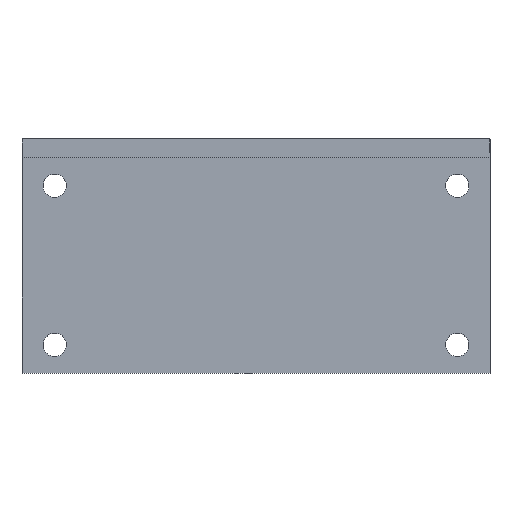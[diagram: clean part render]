
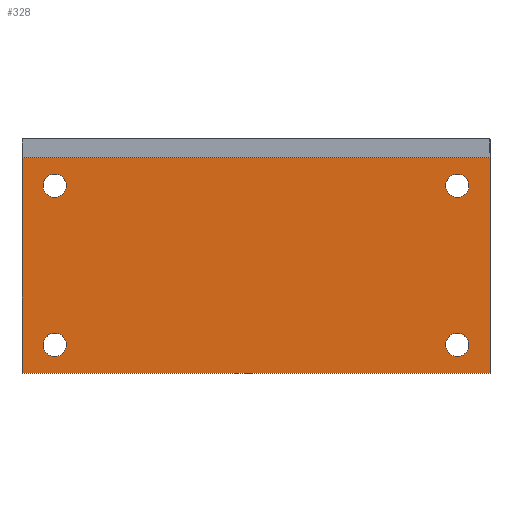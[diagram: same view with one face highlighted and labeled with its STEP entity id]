
A CAD part, top view. The second image highlights one B-rep face of the part: STEP entity #328.
In plain terms, the highlighted planar face has unit normal (0, 0, 1).
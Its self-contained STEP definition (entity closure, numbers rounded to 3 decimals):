
#3 = EDGE_CURVE ( 'NONE', #119, #665, #433, .T. ) ;
#4 = ORIENTED_EDGE ( 'NONE', *, *, #740, .F. ) ;
#5 = CARTESIAN_POINT ( 'NONE',  ( -50., 23., 3. ) ) ;
#13 = EDGE_CURVE ( 'NONE', #559, #156, #141, .T. ) ;
#21 = CARTESIAN_POINT ( 'NONE',  ( -2.25, 3.009, 3. ) ) ;
#31 = EDGE_CURVE ( 'NONE', #695, #300, #45, .T. ) ;
#40 = VERTEX_POINT ( 'NONE', #613 ) ;
#44 = VERTEX_POINT ( 'NONE', #439 ) ;
#45 = LINE ( 'NONE', #100, #401 ) ;
#52 = FACE_BOUND ( 'NONE', #349, .T. ) ;
#56 = EDGE_CURVE ( 'NONE', #657, #44, #286, .T. ) ;
#67 = CARTESIAN_POINT ( 'NONE',  ( -3.5, 20.009, 3. ) ) ;
#68 = ORIENTED_EDGE ( 'NONE', *, *, #3, .T. ) ;
#69 = FACE_BOUND ( 'NONE', #547, .T. ) ;
#71 = ORIENTED_EDGE ( 'NONE', *, *, #506, .F. ) ;
#77 = AXIS2_PLACEMENT_3D ( 'NONE', #717, #534, #89 ) ;
#79 = AXIS2_PLACEMENT_3D ( 'NONE', #94, #83, #678 ) ;
#83 = DIRECTION ( 'NONE',  ( 0., 0., 1. ) ) ;
#86 = AXIS2_PLACEMENT_3D ( 'NONE', #213, #102, #381 ) ;
#89 = DIRECTION ( 'NONE',  ( 1., 0., 0. ) ) ;
#92 = DIRECTION ( 'NONE',  ( 1., 0., 0. ) ) ;
#94 = CARTESIAN_POINT ( 'NONE',  ( -46.5, 20.009, 3. ) ) ;
#100 = CARTESIAN_POINT ( 'NONE',  ( -50., 0., 3. ) ) ;
#102 = DIRECTION ( 'NONE',  ( 0., 0., 1. ) ) ;
#117 = ORIENTED_EDGE ( 'NONE', *, *, #31, .T. ) ;
#118 = CARTESIAN_POINT ( 'NONE',  ( 0., 23., 3. ) ) ;
#119 = VERTEX_POINT ( 'NONE', #147 ) ;
#121 = EDGE_LOOP ( 'NONE', ( #723, #278 ) ) ;
#122 = EDGE_CURVE ( 'NONE', #329, #40, #271, .T. ) ;
#126 = CIRCLE ( 'NONE', #79, 1.25 ) ;
#131 = EDGE_CURVE ( 'NONE', #44, #657, #126, .T. ) ;
#141 = CIRCLE ( 'NONE', #631, 1.25 ) ;
#147 = CARTESIAN_POINT ( 'NONE',  ( 0., 0., 3. ) ) ;
#148 = ORIENTED_EDGE ( 'NONE', *, *, #185, .F. ) ;
#153 = CARTESIAN_POINT ( 'NONE',  ( -46.5, 3.009, 3. ) ) ;
#156 = VERTEX_POINT ( 'NONE', #721 ) ;
#157 = DIRECTION ( 'NONE',  ( 0., 1., 0. ) ) ;
#160 = CARTESIAN_POINT ( 'NONE',  ( -46.5, 20.009, 3. ) ) ;
#173 = AXIS2_PLACEMENT_3D ( 'NONE', #360, #744, #579 ) ;
#174 = AXIS2_PLACEMENT_3D ( 'NONE', #160, #388, #430 ) ;
#176 = DIRECTION ( 'NONE',  ( 1., 0., 0. ) ) ;
#179 = CARTESIAN_POINT ( 'NONE',  ( -50., 0., 3. ) ) ;
#182 = FACE_OUTER_BOUND ( 'NONE', #554, .T. ) ;
#185 = EDGE_CURVE ( 'NONE', #607, #359, #640, .T. ) ;
#196 = CARTESIAN_POINT ( 'NONE',  ( 0., 0., 3. ) ) ;
#201 = AXIS2_PLACEMENT_3D ( 'NONE', #565, #683, #221 ) ;
#213 = CARTESIAN_POINT ( 'NONE',  ( -3.5, 3.009, 3. ) ) ;
#221 = DIRECTION ( 'NONE',  ( 1., 0., 0. ) ) ;
#235 = VECTOR ( 'NONE', #157, 1000. ) ;
#253 = AXIS2_PLACEMENT_3D ( 'NONE', #67, #299, #702 ) ;
#269 = DIRECTION ( 'NONE',  ( 0., 0., 1. ) ) ;
#271 = CIRCLE ( 'NONE', #680, 1.25 ) ;
#278 = ORIENTED_EDGE ( 'NONE', *, *, #131, .F. ) ;
#286 = CIRCLE ( 'NONE', #174, 1.25 ) ;
#299 = DIRECTION ( 'NONE',  ( 0., 0., 1. ) ) ;
#300 = VERTEX_POINT ( 'NONE', #179 ) ;
#307 = VECTOR ( 'NONE', #485, 1000. ) ;
#328 = ADVANCED_FACE ( 'NONE', ( #52, #69, #463, #393, #182 ), #500, .T. ) ;
#329 = VERTEX_POINT ( 'NONE', #624 ) ;
#349 = EDGE_LOOP ( 'NONE', ( #456, #355 ) ) ;
#355 = ORIENTED_EDGE ( 'NONE', *, *, #546, .F. ) ;
#359 = VERTEX_POINT ( 'NONE', #724 ) ;
#360 = CARTESIAN_POINT ( 'NONE',  ( 0., 0., 3. ) ) ;
#364 = CIRCLE ( 'NONE', #77, 1.25 ) ;
#374 = LINE ( 'NONE', #196, #307 ) ;
#377 = DIRECTION ( 'NONE',  ( 1., 0., 0. ) ) ;
#381 = DIRECTION ( 'NONE',  ( 1., 0., 0. ) ) ;
#386 = EDGE_CURVE ( 'NONE', #300, #119, #374, .T. ) ;
#388 = DIRECTION ( 'NONE',  ( 0., 0., 1. ) ) ;
#393 = FACE_BOUND ( 'NONE', #121, .T. ) ;
#397 = EDGE_CURVE ( 'NONE', #156, #559, #364, .T. ) ;
#399 = ORIENTED_EDGE ( 'NONE', *, *, #397, .F. ) ;
#401 = VECTOR ( 'NONE', #675, 1000. ) ;
#430 = DIRECTION ( 'NONE',  ( 1., 0., 0. ) ) ;
#433 = LINE ( 'NONE', #671, #235 ) ;
#439 = CARTESIAN_POINT ( 'NONE',  ( -47.75, 20.009, 3. ) ) ;
#442 = DIRECTION ( 'NONE',  ( 0., 0., 1. ) ) ;
#456 = ORIENTED_EDGE ( 'NONE', *, *, #122, .F. ) ;
#463 = FACE_BOUND ( 'NONE', #741, .T. ) ;
#485 = DIRECTION ( 'NONE',  ( 1., 0., 0. ) ) ;
#494 = CARTESIAN_POINT ( 'NONE',  ( -45.25, 3.009, 3. ) ) ;
#500 = PLANE ( 'NONE',  #173 ) ;
#506 = EDGE_CURVE ( 'NONE', #695, #665, #646, .T. ) ;
#522 = CIRCLE ( 'NONE', #201, 1.25 ) ;
#534 = DIRECTION ( 'NONE',  ( 0., 0., 1. ) ) ;
#546 = EDGE_CURVE ( 'NONE', #40, #329, #711, .T. ) ;
#547 = EDGE_LOOP ( 'NONE', ( #592, #399 ) ) ;
#554 = EDGE_LOOP ( 'NONE', ( #71, #117, #628, #68 ) ) ;
#559 = VERTEX_POINT ( 'NONE', #494 ) ;
#565 = CARTESIAN_POINT ( 'NONE',  ( -3.5, 3.009, 3. ) ) ;
#579 = DIRECTION ( 'NONE',  ( 1., 0., 0. ) ) ;
#592 = ORIENTED_EDGE ( 'NONE', *, *, #13, .F. ) ;
#607 = VERTEX_POINT ( 'NONE', #21 ) ;
#613 = CARTESIAN_POINT ( 'NONE',  ( -4.75, 20.009, 3. ) ) ;
#624 = CARTESIAN_POINT ( 'NONE',  ( -2.25, 20.009, 3. ) ) ;
#628 = ORIENTED_EDGE ( 'NONE', *, *, #386, .T. ) ;
#631 = AXIS2_PLACEMENT_3D ( 'NONE', #153, #269, #92 ) ;
#637 = CARTESIAN_POINT ( 'NONE',  ( -50., 23., 3. ) ) ;
#640 = CIRCLE ( 'NONE', #86, 1.25 ) ;
#646 = LINE ( 'NONE', #637, #648 ) ;
#648 = VECTOR ( 'NONE', #176, 1000. ) ;
#657 = VERTEX_POINT ( 'NONE', #688 ) ;
#665 = VERTEX_POINT ( 'NONE', #118 ) ;
#671 = CARTESIAN_POINT ( 'NONE',  ( 0., 0., 3. ) ) ;
#675 = DIRECTION ( 'NONE',  ( 0., -1., 0. ) ) ;
#678 = DIRECTION ( 'NONE',  ( 1., 0., 0. ) ) ;
#680 = AXIS2_PLACEMENT_3D ( 'NONE', #729, #442, #377 ) ;
#683 = DIRECTION ( 'NONE',  ( 0., 0., 1. ) ) ;
#688 = CARTESIAN_POINT ( 'NONE',  ( -45.25, 20.009, 3. ) ) ;
#695 = VERTEX_POINT ( 'NONE', #5 ) ;
#702 = DIRECTION ( 'NONE',  ( 1., 0., 0. ) ) ;
#711 = CIRCLE ( 'NONE', #253, 1.25 ) ;
#717 = CARTESIAN_POINT ( 'NONE',  ( -46.5, 3.009, 3. ) ) ;
#721 = CARTESIAN_POINT ( 'NONE',  ( -47.75, 3.009, 3. ) ) ;
#723 = ORIENTED_EDGE ( 'NONE', *, *, #56, .F. ) ;
#724 = CARTESIAN_POINT ( 'NONE',  ( -4.75, 3.009, 3. ) ) ;
#729 = CARTESIAN_POINT ( 'NONE',  ( -3.5, 20.009, 3. ) ) ;
#740 = EDGE_CURVE ( 'NONE', #359, #607, #522, .T. ) ;
#741 = EDGE_LOOP ( 'NONE', ( #148, #4 ) ) ;
#744 = DIRECTION ( 'NONE',  ( 0., 0., 1. ) ) ;
